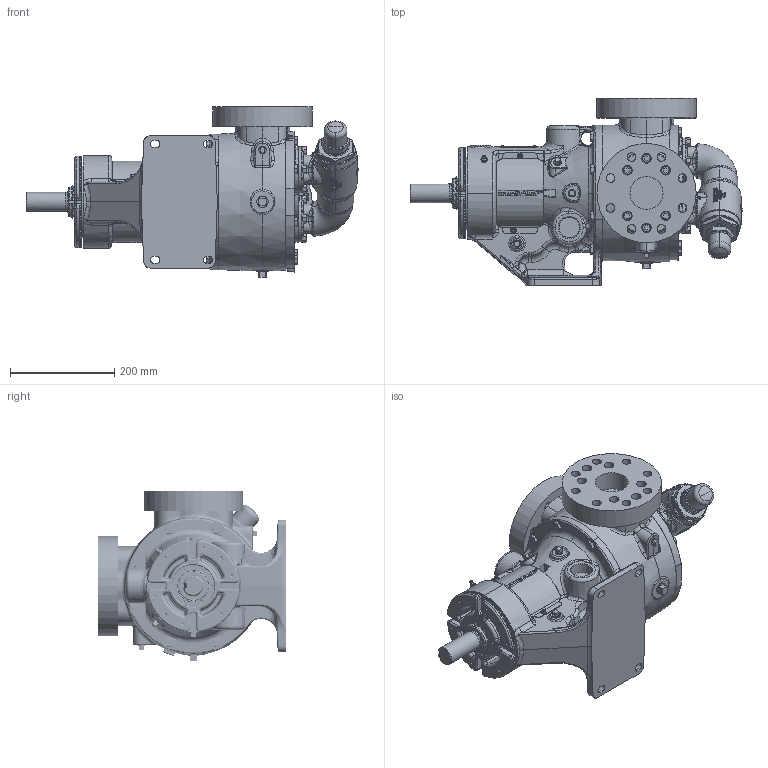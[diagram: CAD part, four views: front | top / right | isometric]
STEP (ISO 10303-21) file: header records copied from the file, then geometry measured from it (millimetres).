
FILE_DESCRIPTION (( 'STEP AP214' ), '1' );
FILE_NAME ('LV-4522.STEP', '2024-04-03T14:35:49', ( '' ), ( '' ), 'SwSTEP 2.0', 'SolidWorks 2022', '' );
FILE_SCHEMA (( 'AUTOMOTIVE_DESIGN' ));
Length unit declared in the file: inch
Products named in the file (1): LV-4522
Bounding box: 637.52 x 360.36 x 327.11 mm (x, y, z)
Volume: 18298939.6 mm3; surface area: 987695.2 mm2
Topology: 1 solids, 13 shells, 5434 faces, 13913 edges, 8656 vertices
Faces by surface type: plane 1769, bspline 1726, cylinder 1020, cone 694, torus 139, sphere 86
Entity records: 319863 total; most frequent: CARTESIAN_POINT 131577, ORIENTED_EDGE 27528, DIRECTION 19884, EDGE_CURVE 13764, VERTEX_POINT 8649, AXIS2_PLACEMENT_3D 7370, EDGE_LOOP 5807, DIMENSIONAL_EXPONENTS 5437
